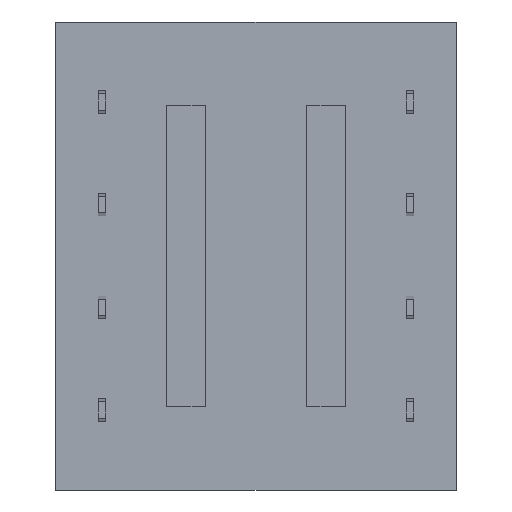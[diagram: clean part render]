
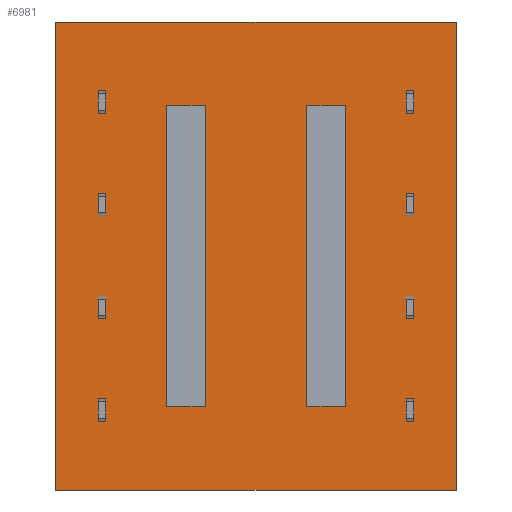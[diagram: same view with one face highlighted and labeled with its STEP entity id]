
A CAD part, front view. The second image highlights one B-rep face of the part: STEP entity #6981.
In plain terms, the highlighted planar face has unit normal (0, -1, 0).
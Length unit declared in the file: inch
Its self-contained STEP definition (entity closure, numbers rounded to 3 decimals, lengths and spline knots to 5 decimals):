
#21 = CARTESIAN_POINT ( 'NONE',  ( 0.0872, -0.05413, 0.10079 ) ) ;
#25 = ORIENTED_EDGE ( 'NONE', *, *, #6287, .F. ) ;
#72 = ORIENTED_EDGE ( 'NONE', *, *, #208, .F. ) ;
#158 = VERTEX_POINT ( 'NONE', #6956 ) ;
#208 = EDGE_CURVE ( 'NONE', #158, #5618, #1282, .T. ) ;
#276 = ORIENTED_EDGE ( 'NONE', *, *, #7905, .F. ) ;
#284 = CARTESIAN_POINT ( 'NONE',  ( 0.04941, -0.05413, 0.10079 ) ) ;
#309 = VECTOR ( 'NONE', #3009, 39.37008 ) ;
#747 = CARTESIAN_POINT ( 'NONE',  ( 0.19488, -0.05413, -0.07382 ) ) ;
#759 = ORIENTED_EDGE ( 'NONE', *, *, #1865, .T. ) ;
#767 = EDGE_CURVE ( 'NONE', #7443, #158, #8118, .T. ) ;
#931 = PLANE ( 'NONE',  #5532 ) ;
#1202 = DIRECTION ( 'NONE',  ( -1., 0., 0. ) ) ;
#1266 = EDGE_CURVE ( 'NONE', #6989, #1636, #8133, .T. ) ;
#1282 = LINE ( 'NONE', #2025, #8025 ) ;
#1356 = EDGE_CURVE ( 'NONE', #6261, #6989, #5732, .T. ) ;
#1538 = CARTESIAN_POINT ( 'NONE',  ( -0.19488, -0.05413, 0.18209 ) ) ;
#1636 = VERTEX_POINT ( 'NONE', #1803 ) ;
#1653 = VECTOR ( 'NONE', #1790, 39.37008 ) ;
#1661 = ORIENTED_EDGE ( 'NONE', *, *, #5576, .T. ) ;
#1681 = CARTESIAN_POINT ( 'NONE',  ( 0., -0.05413, 0.05413 ) ) ;
#1694 = CARTESIAN_POINT ( 'NONE',  ( 0.19488, -0.05413, 0.18209 ) ) ;
#1790 = DIRECTION ( 'NONE',  ( 1., 0., 0. ) ) ;
#1803 = CARTESIAN_POINT ( 'NONE',  ( 0.04941, -0.05413, -0.19252 ) ) ;
#1865 = EDGE_CURVE ( 'NONE', #4410, #5065, #7196, .T. ) ;
#1991 = VECTOR ( 'NONE', #6382, 39.37008 ) ;
#1995 = EDGE_CURVE ( 'NONE', #5252, #5065, #2343, .T. ) ;
#2025 = CARTESIAN_POINT ( 'NONE',  ( -0.0872, -0.05413, 0.10079 ) ) ;
#2037 = ORIENTED_EDGE ( 'NONE', *, *, #1995, .F. ) ;
#2290 = FACE_BOUND ( 'NONE', #5268, .T. ) ;
#2343 = LINE ( 'NONE', #7505, #309 ) ;
#2468 = VECTOR ( 'NONE', #8047, 39.37008 ) ;
#2516 = VECTOR ( 'NONE', #1202, 39.37008 ) ;
#2578 = CARTESIAN_POINT ( 'NONE',  ( 0.19488, -0.05413, -0.27382 ) ) ;
#2624 = CARTESIAN_POINT ( 'NONE',  ( -0.04941, -0.05413, -0.19252 ) ) ;
#2778 = DIRECTION ( 'NONE',  ( -1., 0., 0. ) ) ;
#2818 = DIRECTION ( 'NONE',  ( 0., 1., 0. ) ) ;
#3009 = DIRECTION ( 'NONE',  ( -1., 0., 0. ) ) ;
#3212 = CARTESIAN_POINT ( 'NONE',  ( 0.04941, -0.05413, 0.10079 ) ) ;
#3564 = CARTESIAN_POINT ( 'NONE',  ( -0.0872, -0.05413, -0.19252 ) ) ;
#3646 = ORIENTED_EDGE ( 'NONE', *, *, #5227, .F. ) ;
#3669 = VECTOR ( 'NONE', #7526, 39.37008 ) ;
#3750 = CARTESIAN_POINT ( 'NONE',  ( 0.04941, -0.05413, -0.19252 ) ) ;
#3798 = LINE ( 'NONE', #4666, #7617 ) ;
#3910 = CARTESIAN_POINT ( 'NONE',  ( 0.0872, -0.05413, -0.19252 ) ) ;
#4005 = FACE_OUTER_BOUND ( 'NONE', #7725, .T. ) ;
#4059 = VECTOR ( 'NONE', #6086, 39.37008 ) ;
#4179 = LINE ( 'NONE', #3564, #4059 ) ;
#4372 = VECTOR ( 'NONE', #5964, 39.37008 ) ;
#4410 = VERTEX_POINT ( 'NONE', #4858 ) ;
#4420 = ORIENTED_EDGE ( 'NONE', *, *, #767, .F. ) ;
#4528 = CARTESIAN_POINT ( 'NONE',  ( -0.0872, -0.05413, -0.19252 ) ) ;
#4666 = CARTESIAN_POINT ( 'NONE',  ( 0.19488, -0.05413, 0.18209 ) ) ;
#4691 = EDGE_LOOP ( 'NONE', ( #4420, #7117, #3646, #72 ) ) ;
#4858 = CARTESIAN_POINT ( 'NONE',  ( -0.19488, -0.05413, 0.18209 ) ) ;
#4938 = LINE ( 'NONE', #5515, #2468 ) ;
#4961 = LINE ( 'NONE', #3750, #1653 ) ;
#4986 = LINE ( 'NONE', #21, #3669 ) ;
#5065 = VERTEX_POINT ( 'NONE', #5157 ) ;
#5078 = VERTEX_POINT ( 'NONE', #3910 ) ;
#5088 = ORIENTED_EDGE ( 'NONE', *, *, #1266, .F. ) ;
#5157 = CARTESIAN_POINT ( 'NONE',  ( -0.19488, -0.05413, -0.27382 ) ) ;
#5192 = DIRECTION ( 'NONE',  ( -1., 0., 0. ) ) ;
#5227 = EDGE_CURVE ( 'NONE', #5618, #6014, #4938, .T. ) ;
#5252 = VERTEX_POINT ( 'NONE', #2578 ) ;
#5268 = EDGE_LOOP ( 'NONE', ( #276, #5088, #7671, #25 ) ) ;
#5515 = CARTESIAN_POINT ( 'NONE',  ( -0.0872, -0.05413, 0.10079 ) ) ;
#5532 = AXIS2_PLACEMENT_3D ( 'NONE', #1681, #2818, #5918 ) ;
#5576 = EDGE_CURVE ( 'NONE', #6684, #4410, #3798, .T. ) ;
#5591 = CARTESIAN_POINT ( 'NONE',  ( -0.04941, -0.05413, 0.10079 ) ) ;
#5608 = CARTESIAN_POINT ( 'NONE',  ( 0.0872, -0.05413, 0.10079 ) ) ;
#5618 = VERTEX_POINT ( 'NONE', #7777 ) ;
#5732 = LINE ( 'NONE', #6844, #2516 ) ;
#5855 = LINE ( 'NONE', #747, #6983 ) ;
#5875 = EDGE_CURVE ( 'NONE', #6014, #7443, #4179, .T. ) ;
#5918 = DIRECTION ( 'NONE',  ( 0., 0., -1. ) ) ;
#5956 = ORIENTED_EDGE ( 'NONE', *, *, #7164, .T. ) ;
#5964 = DIRECTION ( 'NONE',  ( 0., 0., -1. ) ) ;
#6014 = VERTEX_POINT ( 'NONE', #4528 ) ;
#6086 = DIRECTION ( 'NONE',  ( 1., 0., 0. ) ) ;
#6169 = DIRECTION ( 'NONE',  ( 0., 0., 1. ) ) ;
#6261 = VERTEX_POINT ( 'NONE', #5608 ) ;
#6287 = EDGE_CURVE ( 'NONE', #5078, #6261, #4986, .T. ) ;
#6321 = VECTOR ( 'NONE', #6169, 39.37008 ) ;
#6382 = DIRECTION ( 'NONE',  ( 0., 0., -1. ) ) ;
#6684 = VERTEX_POINT ( 'NONE', #1694 ) ;
#6844 = CARTESIAN_POINT ( 'NONE',  ( 0.04941, -0.05413, 0.10079 ) ) ;
#6956 = CARTESIAN_POINT ( 'NONE',  ( -0.04941, -0.05413, 0.10079 ) ) ;
#6981 = ADVANCED_FACE ( 'NONE', ( #7158, #4005, #2290 ), #931, .F. ) ;
#6983 = VECTOR ( 'NONE', #7836, 39.37008 ) ;
#6989 = VERTEX_POINT ( 'NONE', #284 ) ;
#7117 = ORIENTED_EDGE ( 'NONE', *, *, #5875, .F. ) ;
#7158 = FACE_BOUND ( 'NONE', #4691, .T. ) ;
#7164 = EDGE_CURVE ( 'NONE', #5252, #6684, #5855, .T. ) ;
#7196 = LINE ( 'NONE', #1538, #4372 ) ;
#7443 = VERTEX_POINT ( 'NONE', #2624 ) ;
#7505 = CARTESIAN_POINT ( 'NONE',  ( 0.19488, -0.05413, -0.27382 ) ) ;
#7526 = DIRECTION ( 'NONE',  ( 0., 0., 1. ) ) ;
#7617 = VECTOR ( 'NONE', #2778, 39.37008 ) ;
#7671 = ORIENTED_EDGE ( 'NONE', *, *, #1356, .F. ) ;
#7725 = EDGE_LOOP ( 'NONE', ( #759, #2037, #5956, #1661 ) ) ;
#7777 = CARTESIAN_POINT ( 'NONE',  ( -0.0872, -0.05413, 0.10079 ) ) ;
#7836 = DIRECTION ( 'NONE',  ( 0., 0., 1. ) ) ;
#7905 = EDGE_CURVE ( 'NONE', #1636, #5078, #4961, .T. ) ;
#8025 = VECTOR ( 'NONE', #5192, 39.37008 ) ;
#8047 = DIRECTION ( 'NONE',  ( 0., 0., -1. ) ) ;
#8118 = LINE ( 'NONE', #5591, #6321 ) ;
#8133 = LINE ( 'NONE', #3212, #1991 ) ;
